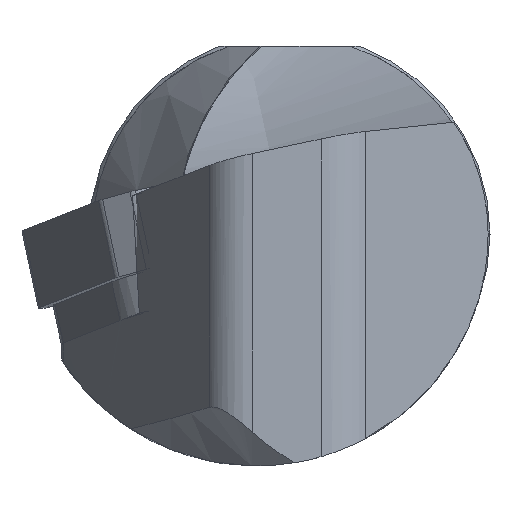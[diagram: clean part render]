
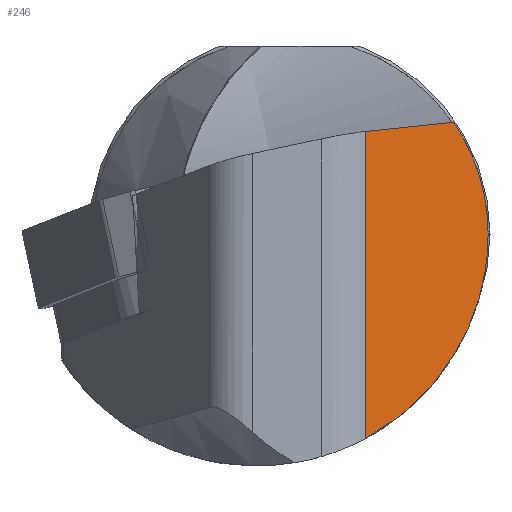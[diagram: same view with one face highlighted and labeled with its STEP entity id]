
A CAD part, left-side view. The second image highlights one B-rep face of the part: STEP entity #246.
In plain terms, the highlighted planar face has unit normal (-0.707, -0.707, 0).
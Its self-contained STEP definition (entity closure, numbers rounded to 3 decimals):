
#246=ADVANCED_FACE('',(#327),#285,.F.);
#285=PLANE('',#1202);
#327=FACE_OUTER_BOUND('',#385,.T.);
#385=EDGE_LOOP('',(#631,#632,#633,#634));
#415=ELLIPSE('',#1153,22.415,15.85);
#416=ELLIPSE('',#1157,26.163,18.5);
#456=B_SPLINE_CURVE_WITH_KNOTS('',3,(#1943,#1944,#1945,#1946),
 .UNSPECIFIED.,.F.,.F.,(4,4),(0.,1.),.UNSPECIFIED.);
#631=ORIENTED_EDGE('',*,*,#958,.T.);
#632=ORIENTED_EDGE('',*,*,#967,.F.);
#633=ORIENTED_EDGE('',*,*,#894,.T.);
#634=ORIENTED_EDGE('',*,*,#889,.T.);
#786=VERTEX_POINT('',#1578);
#787=VERTEX_POINT('',#1580);
#791=VERTEX_POINT('',#1593);
#832=VERTEX_POINT('',#1942);
#889=EDGE_CURVE('',#787,#786,#415,.T.);
#894=EDGE_CURVE('',#791,#787,#416,.T.);
#958=EDGE_CURVE('',#786,#832,#456,.T.);
#967=EDGE_CURVE('',#791,#832,#1047,.T.);
#1047=LINE('',#2220,#1109);
#1109=VECTOR('',#1394,1.);
#1153=AXIS2_PLACEMENT_3D('',#1579,#1282,#1283);
#1157=AXIS2_PLACEMENT_3D('',#1592,#1291,#1292);
#1202=AXIS2_PLACEMENT_3D('',#2221,#1395,#1396);
#1282=DIRECTION('',(-0.707,-0.707,0.));
#1283=DIRECTION('',(-0.707,0.707,0.));
#1291=DIRECTION('',(-0.707,-0.707,0.));
#1292=DIRECTION('',(-0.707,0.707,0.));
#1394=DIRECTION('',(0.,0.,1.));
#1395=DIRECTION('',(0.707,0.707,0.));
#1396=DIRECTION('',(0.707,-0.707,0.));
#1578=CARTESIAN_POINT('',(-190.345,-28.899,8.925));
#1579=CARTESIAN_POINT('',(-203.443,-15.801,0.));
#1580=CARTESIAN_POINT('',(-187.593,-31.651,0.));
#1592=CARTESIAN_POINT('',(-206.093,-13.151,0.));
#1593=CARTESIAN_POINT('',(-197.387,-21.858,-16.323));
#1942=CARTESIAN_POINT('',(-197.387,-21.858,8.185));
#1943=CARTESIAN_POINT('',(-190.345,-28.899,8.925));
#1944=CARTESIAN_POINT('',(-192.692,-26.552,8.679));
#1945=CARTESIAN_POINT('',(-195.039,-24.205,8.432));
#1946=CARTESIAN_POINT('',(-197.387,-21.858,8.185));
#2220=CARTESIAN_POINT('',(-197.387,-21.858,483.585));
#2221=CARTESIAN_POINT('',(-197.387,-21.858,483.585));
